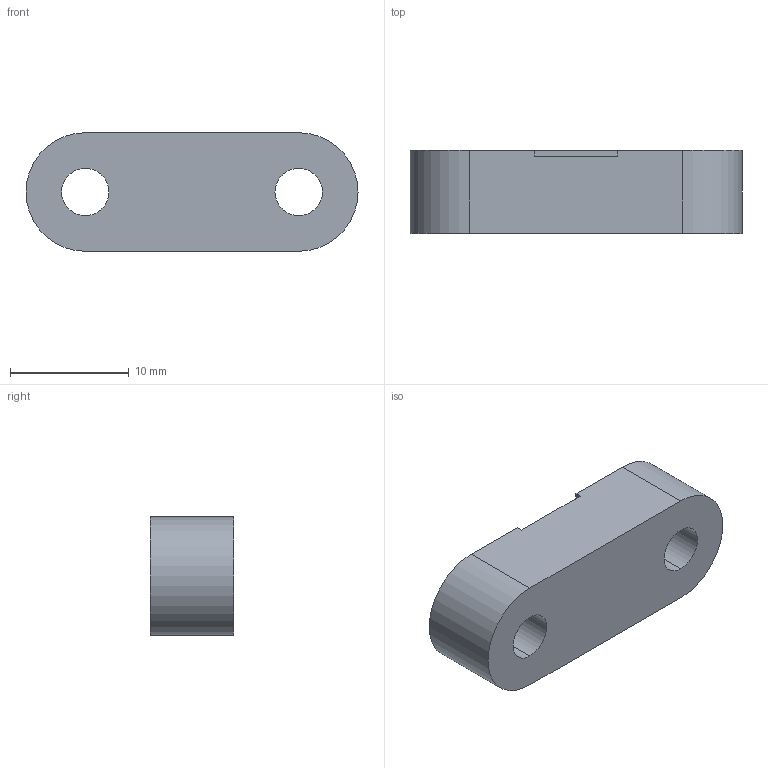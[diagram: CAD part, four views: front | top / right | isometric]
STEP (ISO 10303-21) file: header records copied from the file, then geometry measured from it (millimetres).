
FILE_DESCRIPTION (( 'STEP AP214' ), '1' );
FILE_NAME ('belt-clamp.STEP', '2012-10-07T23:00:57', ( '' ), ( '' ), 'SwSTEP 2.0', 'SolidWorks 2012', '' );
FILE_SCHEMA (( 'AUTOMOTIVE_DESIGN' ));
Length unit declared in the file: millimetre
Products named in the file (1): belt-clamp
Bounding box: 28 x 7 x 10 mm (x, y, z)
Volume: 1608.6 mm3; surface area: 1142.9 mm2
Topology: 1 solids, 1 shells, 33 faces, 84 edges, 56 vertices
Faces by surface type: plane 27, cylinder 6
Entity records: 1032 total; most frequent: CARTESIAN_POINT 174, ORIENTED_EDGE 168, DIRECTION 164, EDGE_CURVE 84, LINE 72, VECTOR 72, VERTEX_POINT 56, AXIS2_PLACEMENT_3D 46
